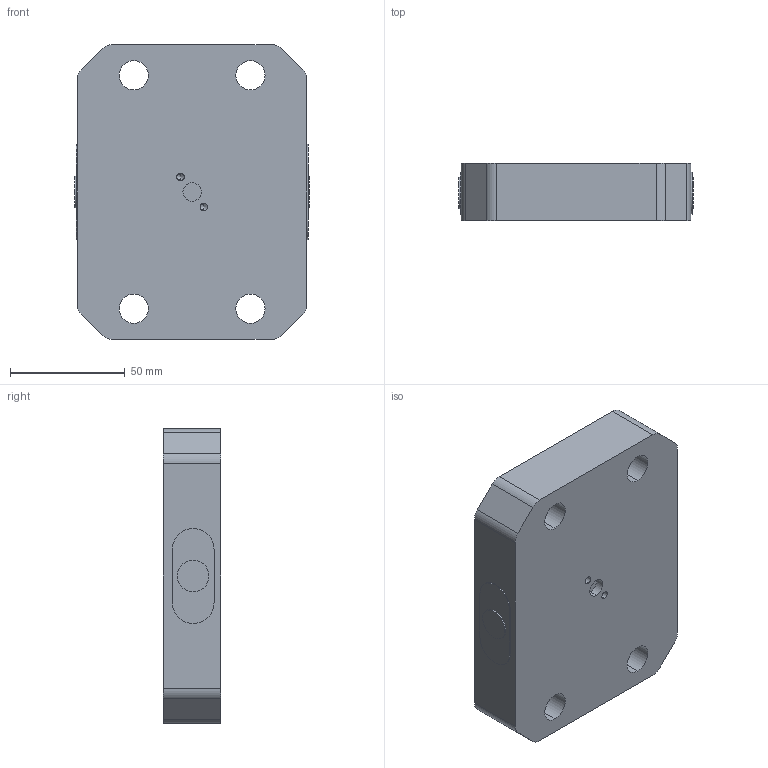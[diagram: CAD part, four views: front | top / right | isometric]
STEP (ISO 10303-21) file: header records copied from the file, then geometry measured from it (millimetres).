
FILE_DESCRIPTION (( 'STEP AP214' ), '1' );
FILE_NAME ('D_RL52S-45.STEP', '2020-03-09T23:26:35', ( '' ), ( '' ), 'SwSTEP 2.0', 'SolidWorks 2018', '' );
FILE_SCHEMA (( 'AUTOMOTIVE_DESIGN' ));
Length unit declared in the file: inch
Products named in the file (1): D_RL52S-45
Bounding box: 102.11 x 25 x 128.27 mm (x, y, z)
Volume: 243339.2 mm3; surface area: 57519.6 mm2
Topology: 1 solids, 1 shells, 179 faces, 442 edges, 288 vertices
Faces by surface type: cylinder 110, plane 61, cone 8
Entity records: 6628 total; most frequent: CARTESIAN_POINT 1380, DIRECTION 998, ORIENTED_EDGE 868, EDGE_CURVE 434, AXIS2_PLACEMENT_3D 406, VERTEX_POINT 288, EDGE_LOOP 226, CIRCLE 226
